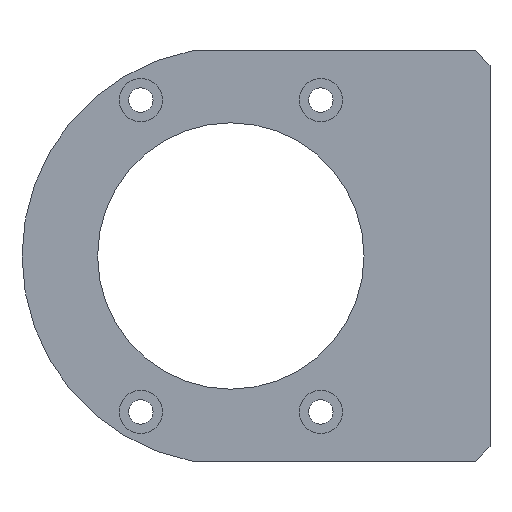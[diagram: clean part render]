
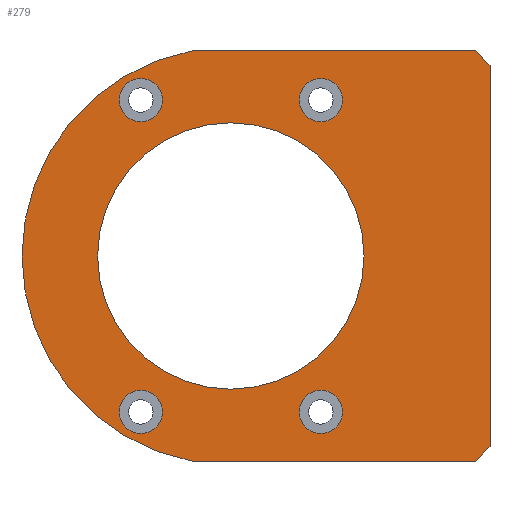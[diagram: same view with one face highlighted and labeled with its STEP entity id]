
A CAD part, left-side view. The second image highlights one B-rep face of the part: STEP entity #279.
In plain terms, the highlighted planar face has unit normal (-1, 0, 0).
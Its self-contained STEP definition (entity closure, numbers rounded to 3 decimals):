
#3 = DIRECTION ( 'NONE',  ( -1., 0., 0. ) ) ;
#21 = DIRECTION ( 'NONE',  ( 0., 0., 1. ) ) ;
#24 = CARTESIAN_POINT ( 'NONE',  ( -29., 53.5, -24.651 ) ) ;
#27 = CARTESIAN_POINT ( 'NONE',  ( -29., 53.5, 18.651 ) ) ;
#28 = VERTEX_POINT ( 'NONE', #617 ) ;
#52 = DIRECTION ( 'NONE',  ( 0., 0., 1. ) ) ;
#73 = FACE_BOUND ( 'NONE', #125, .T. ) ;
#91 = DIRECTION ( 'NONE',  ( -1., 0., 0. ) ) ;
#92 = EDGE_CURVE ( 'NONE', #28, #527, #659, .T. ) ;
#93 = CIRCLE ( 'NONE', #834, 3. ) ;
#98 = VECTOR ( 'NONE', #241, 1000. ) ;
#118 = EDGE_CURVE ( 'NONE', #957, #634, #345, .T. ) ;
#125 = EDGE_LOOP ( 'NONE', ( #945, #1087 ) ) ;
#132 = CARTESIAN_POINT ( 'NONE',  ( -29., 73., 28.5 ) ) ;
#140 = CIRCLE ( 'NONE', #1088, 3. ) ;
#144 = CIRCLE ( 'NONE', #1118, 3. ) ;
#169 = CARTESIAN_POINT ( 'NONE',  ( -29., 28.5, -21.651 ) ) ;
#171 = VERTEX_POINT ( 'NONE', #465 ) ;
#178 = CARTESIAN_POINT ( 'NONE',  ( -29., 53.5, 21.651 ) ) ;
#184 = DIRECTION ( 'NONE',  ( 0., 0., 1. ) ) ;
#214 = EDGE_CURVE ( 'NONE', #525, #957, #989, .T. ) ;
#222 = EDGE_LOOP ( 'NONE', ( #649, #849 ) ) ;
#225 = FACE_BOUND ( 'NONE', #776, .T. ) ;
#229 = VERTEX_POINT ( 'NONE', #254 ) ;
#232 = DIRECTION ( 'NONE',  ( 0., 0., 1. ) ) ;
#238 = CARTESIAN_POINT ( 'NONE',  ( -29., 73., -28.5 ) ) ;
#241 = DIRECTION ( 'NONE',  ( 0., -1., 0. ) ) ;
#249 = CIRCLE ( 'NONE', #896, 3. ) ;
#250 = CARTESIAN_POINT ( 'NONE',  ( -29., 73., -28.5 ) ) ;
#254 = CARTESIAN_POINT ( 'NONE',  ( -29., 28.5, -18.651 ) ) ;
#260 = EDGE_LOOP ( 'NONE', ( #769, #1092 ) ) ;
#267 = DIRECTION ( 'NONE',  ( 0., 0., 1. ) ) ;
#279 = ADVANCED_FACE ( 'NONE', ( #1262, #878, #777, #73, #225, #426 ), #628, .F. ) ;
#299 = VERTEX_POINT ( 'NONE', #24 ) ;
#309 = AXIS2_PLACEMENT_3D ( 'NONE', #1153, #427, #623 ) ;
#332 = EDGE_CURVE ( 'NONE', #505, #634, #843, .T. ) ;
#342 = ORIENTED_EDGE ( 'NONE', *, *, #1036, .T. ) ;
#345 = LINE ( 'NONE', #666, #1091 ) ;
#346 = LINE ( 'NONE', #250, #98 ) ;
#361 = CARTESIAN_POINT ( 'NONE',  ( -29., 28.5, 21.651 ) ) ;
#368 = CARTESIAN_POINT ( 'NONE',  ( -29., 46.362, 28.5 ) ) ;
#375 = CARTESIAN_POINT ( 'NONE',  ( -29., 53.5, 24.651 ) ) ;
#387 = EDGE_CURVE ( 'NONE', #527, #28, #564, .T. ) ;
#396 = EDGE_CURVE ( 'NONE', #1101, #501, #454, .T. ) ;
#409 = EDGE_CURVE ( 'NONE', #960, #525, #677, .T. ) ;
#423 = CARTESIAN_POINT ( 'NONE',  ( -29., 41., 0. ) ) ;
#425 = AXIS2_PLACEMENT_3D ( 'NONE', #423, #3, #21 ) ;
#426 = FACE_OUTER_BOUND ( 'NONE', #452, .T. ) ;
#427 = DIRECTION ( 'NONE',  ( -1., 0., 0. ) ) ;
#431 = AXIS2_PLACEMENT_3D ( 'NONE', #1001, #798, #768 ) ;
#452 = EDGE_LOOP ( 'NONE', ( #743, #342, #1150, #1179, #1184, #1172 ) ) ;
#454 = CIRCLE ( 'NONE', #725, 3. ) ;
#455 = EDGE_CURVE ( 'NONE', #790, #229, #249, .T. ) ;
#465 = CARTESIAN_POINT ( 'NONE',  ( -29., 46.362, -28.5 ) ) ;
#468 = CARTESIAN_POINT ( 'NONE',  ( -29., 28.5, 24.651 ) ) ;
#482 = CARTESIAN_POINT ( 'NONE',  ( -29., 7., -28.5 ) ) ;
#496 = VECTOR ( 'NONE', #1291, 1000. ) ;
#501 = VERTEX_POINT ( 'NONE', #468 ) ;
#502 = CIRCLE ( 'NONE', #309, 3. ) ;
#505 = VERTEX_POINT ( 'NONE', #368 ) ;
#511 = EDGE_CURVE ( 'NONE', #988, #734, #144, .T. ) ;
#517 = CARTESIAN_POINT ( 'NONE',  ( -29., 53.5, -18.651 ) ) ;
#525 = VERTEX_POINT ( 'NONE', #585 ) ;
#527 = VERTEX_POINT ( 'NONE', #699 ) ;
#564 = CIRCLE ( 'NONE', #431, 18.5 ) ;
#576 = CARTESIAN_POINT ( 'NONE',  ( -29., 53.5, 21.651 ) ) ;
#579 = AXIS2_PLACEMENT_3D ( 'NONE', #238, #828, #1152 ) ;
#585 = CARTESIAN_POINT ( 'NONE',  ( -29., 5., -26.5 ) ) ;
#614 = CIRCLE ( 'NONE', #425, 29. ) ;
#617 = CARTESIAN_POINT ( 'NONE',  ( -29., 41., 18.5 ) ) ;
#623 = DIRECTION ( 'NONE',  ( 0., 0., 1. ) ) ;
#628 = PLANE ( 'NONE',  #579 ) ;
#629 = AXIS2_PLACEMENT_3D ( 'NONE', #1148, #952, #646 ) ;
#630 = CARTESIAN_POINT ( 'NONE',  ( -29., 53.5, -21.651 ) ) ;
#634 = VERTEX_POINT ( 'NONE', #906 ) ;
#645 = DIRECTION ( 'NONE',  ( -1., 0., 0. ) ) ;
#646 = DIRECTION ( 'NONE',  ( 0., 0., -1. ) ) ;
#649 = ORIENTED_EDGE ( 'NONE', *, *, #1231, .F. ) ;
#652 = EDGE_CURVE ( 'NONE', #734, #988, #781, .T. ) ;
#659 = CIRCLE ( 'NONE', #629, 18.5 ) ;
#666 = CARTESIAN_POINT ( 'NONE',  ( -29., 7., 28.5 ) ) ;
#677 = LINE ( 'NONE', #482, #496 ) ;
#686 = DIRECTION ( 'NONE',  ( -1., 0., 0. ) ) ;
#699 = CARTESIAN_POINT ( 'NONE',  ( -29., 41., -18.5 ) ) ;
#713 = AXIS2_PLACEMENT_3D ( 'NONE', #1278, #1185, #726 ) ;
#725 = AXIS2_PLACEMENT_3D ( 'NONE', #1197, #686, #1079 ) ;
#726 = DIRECTION ( 'NONE',  ( 0., 0., 1. ) ) ;
#734 = VERTEX_POINT ( 'NONE', #375 ) ;
#743 = ORIENTED_EDGE ( 'NONE', *, *, #851, .T. ) ;
#747 = DIRECTION ( 'NONE',  ( 0., 0.707, 0.707 ) ) ;
#768 = DIRECTION ( 'NONE',  ( 0., 0., -1. ) ) ;
#769 = ORIENTED_EDGE ( 'NONE', *, *, #387, .T. ) ;
#774 = CARTESIAN_POINT ( 'NONE',  ( -29., 28.5, 18.651 ) ) ;
#776 = EDGE_LOOP ( 'NONE', ( #830, #1051 ) ) ;
#777 = FACE_BOUND ( 'NONE', #912, .T. ) ;
#781 = CIRCLE ( 'NONE', #1183, 3. ) ;
#790 = VERTEX_POINT ( 'NONE', #915 ) ;
#798 = DIRECTION ( 'NONE',  ( 1., 0., 0. ) ) ;
#811 = VECTOR ( 'NONE', #52, 1000. ) ;
#828 = DIRECTION ( 'NONE',  ( 1., 0., 0. ) ) ;
#830 = ORIENTED_EDGE ( 'NONE', *, *, #1214, .F. ) ;
#834 = AXIS2_PLACEMENT_3D ( 'NONE', #361, #1078, #839 ) ;
#839 = DIRECTION ( 'NONE',  ( 0., 0., 1. ) ) ;
#843 = LINE ( 'NONE', #132, #1032 ) ;
#849 = ORIENTED_EDGE ( 'NONE', *, *, #455, .F. ) ;
#851 = EDGE_CURVE ( 'NONE', #505, #171, #614, .T. ) ;
#869 = CARTESIAN_POINT ( 'NONE',  ( -29., 5., 26.5 ) ) ;
#870 = DIRECTION ( 'NONE',  ( -1., 0., 0. ) ) ;
#878 = FACE_BOUND ( 'NONE', #222, .T. ) ;
#896 = AXIS2_PLACEMENT_3D ( 'NONE', #169, #870, #900 ) ;
#900 = DIRECTION ( 'NONE',  ( 0., 0., 1. ) ) ;
#906 = CARTESIAN_POINT ( 'NONE',  ( -29., 7., 28.5 ) ) ;
#912 = EDGE_LOOP ( 'NONE', ( #1037, #1236 ) ) ;
#915 = CARTESIAN_POINT ( 'NONE',  ( -29., 28.5, -24.651 ) ) ;
#945 = ORIENTED_EDGE ( 'NONE', *, *, #652, .F. ) ;
#952 = DIRECTION ( 'NONE',  ( 1., 0., 0. ) ) ;
#955 = CIRCLE ( 'NONE', #713, 3. ) ;
#957 = VERTEX_POINT ( 'NONE', #869 ) ;
#960 = VERTEX_POINT ( 'NONE', #1242 ) ;
#988 = VERTEX_POINT ( 'NONE', #27 ) ;
#989 = LINE ( 'NONE', #1182, #811 ) ;
#996 = EDGE_CURVE ( 'NONE', #501, #1101, #93, .T. ) ;
#1001 = CARTESIAN_POINT ( 'NONE',  ( -29., 41., 0. ) ) ;
#1032 = VECTOR ( 'NONE', #1059, 1000. ) ;
#1036 = EDGE_CURVE ( 'NONE', #171, #960, #346, .T. ) ;
#1037 = ORIENTED_EDGE ( 'NONE', *, *, #996, .F. ) ;
#1051 = ORIENTED_EDGE ( 'NONE', *, *, #1161, .F. ) ;
#1059 = DIRECTION ( 'NONE',  ( 0., -1., 0. ) ) ;
#1078 = DIRECTION ( 'NONE',  ( -1., 0., 0. ) ) ;
#1079 = DIRECTION ( 'NONE',  ( 0., 0., 1. ) ) ;
#1087 = ORIENTED_EDGE ( 'NONE', *, *, #511, .F. ) ;
#1088 = AXIS2_PLACEMENT_3D ( 'NONE', #630, #645, #232 ) ;
#1091 = VECTOR ( 'NONE', #747, 1000. ) ;
#1092 = ORIENTED_EDGE ( 'NONE', *, *, #92, .T. ) ;
#1101 = VERTEX_POINT ( 'NONE', #774 ) ;
#1118 = AXIS2_PLACEMENT_3D ( 'NONE', #576, #1178, #267 ) ;
#1148 = CARTESIAN_POINT ( 'NONE',  ( -29., 41., 0. ) ) ;
#1150 = ORIENTED_EDGE ( 'NONE', *, *, #409, .T. ) ;
#1152 = DIRECTION ( 'NONE',  ( 0., 0., -1. ) ) ;
#1153 = CARTESIAN_POINT ( 'NONE',  ( -29., 28.5, -21.651 ) ) ;
#1161 = EDGE_CURVE ( 'NONE', #299, #1293, #955, .T. ) ;
#1172 = ORIENTED_EDGE ( 'NONE', *, *, #332, .F. ) ;
#1178 = DIRECTION ( 'NONE',  ( -1., 0., 0. ) ) ;
#1179 = ORIENTED_EDGE ( 'NONE', *, *, #214, .T. ) ;
#1182 = CARTESIAN_POINT ( 'NONE',  ( -29., 5., -28.5 ) ) ;
#1183 = AXIS2_PLACEMENT_3D ( 'NONE', #178, #91, #184 ) ;
#1184 = ORIENTED_EDGE ( 'NONE', *, *, #118, .T. ) ;
#1185 = DIRECTION ( 'NONE',  ( -1., 0., 0. ) ) ;
#1197 = CARTESIAN_POINT ( 'NONE',  ( -29., 28.5, 21.651 ) ) ;
#1214 = EDGE_CURVE ( 'NONE', #1293, #299, #140, .T. ) ;
#1231 = EDGE_CURVE ( 'NONE', #229, #790, #502, .T. ) ;
#1236 = ORIENTED_EDGE ( 'NONE', *, *, #396, .F. ) ;
#1242 = CARTESIAN_POINT ( 'NONE',  ( -29., 7., -28.5 ) ) ;
#1262 = FACE_BOUND ( 'NONE', #260, .T. ) ;
#1278 = CARTESIAN_POINT ( 'NONE',  ( -29., 53.5, -21.651 ) ) ;
#1291 = DIRECTION ( 'NONE',  ( 0., -0.707, 0.707 ) ) ;
#1293 = VERTEX_POINT ( 'NONE', #517 ) ;
